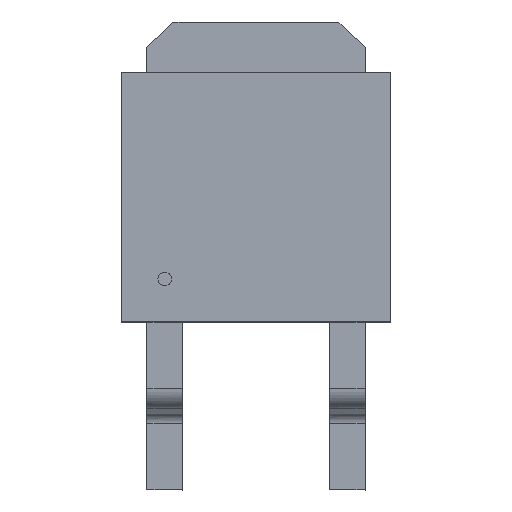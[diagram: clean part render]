
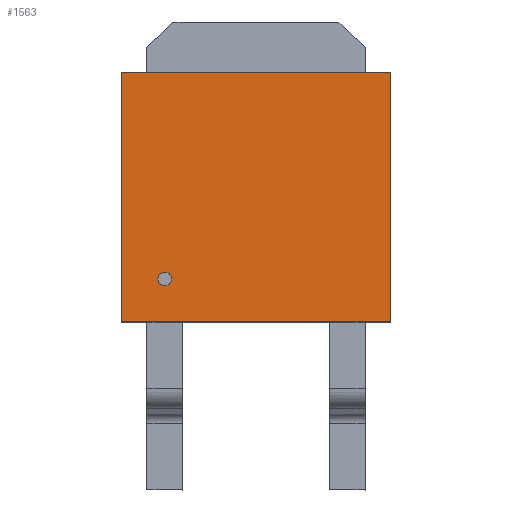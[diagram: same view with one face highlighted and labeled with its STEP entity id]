
A CAD part, top view. The second image highlights one B-rep face of the part: STEP entity #1563.
In plain terms, the highlighted planar face has unit normal (0, 0, 1).
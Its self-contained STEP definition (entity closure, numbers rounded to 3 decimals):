
#10 = EDGE_CURVE ( 'NONE', #1202, #468, #344, .T. ) ;
#21 = VECTOR ( 'NONE', #394, 1000. ) ;
#71 = CARTESIAN_POINT ( 'NONE',  ( -3.366, 3.112, 2.388 ) ) ;
#101 = VECTOR ( 'NONE', #1615, 1000. ) ;
#193 = CARTESIAN_POINT ( 'NONE',  ( 3.366, 3.112, 2.388 ) ) ;
#208 = LINE ( 'NONE', #555, #101 ) ;
#264 = EDGE_CURVE ( 'NONE', #1134, #694, #208, .T. ) ;
#289 = DIRECTION ( 'NONE',  ( 0., 0., 1. ) ) ;
#344 = LINE ( 'NONE', #1715, #21 ) ;
#394 = DIRECTION ( 'NONE',  ( 0., 1., 0. ) ) ;
#396 = ORIENTED_EDGE ( 'NONE', *, *, #1570, .F. ) ;
#416 = ORIENTED_EDGE ( 'NONE', *, *, #10, .F. ) ;
#437 = CARTESIAN_POINT ( 'NONE',  ( 3.366, 3.112, 2.388 ) ) ;
#448 = LINE ( 'NONE', #437, #1623 ) ;
#468 = VERTEX_POINT ( 'NONE', #71 ) ;
#550 = DIRECTION ( 'NONE',  ( 1., 0., 0. ) ) ;
#555 = CARTESIAN_POINT ( 'NONE',  ( 3.366, -3.112, 2.388 ) ) ;
#694 = VERTEX_POINT ( 'NONE', #1271 ) ;
#706 = VECTOR ( 'NONE', #1267, 1000. ) ;
#786 = FACE_OUTER_BOUND ( 'NONE', #982, .T. ) ;
#849 = CARTESIAN_POINT ( 'NONE',  ( -3.366, -3.112, 2.388 ) ) ;
#855 = PLANE ( 'NONE',  #1244 ) ;
#982 = EDGE_LOOP ( 'NONE', ( #396, #416, #1607, #1475 ) ) ;
#1120 = EDGE_CURVE ( 'NONE', #694, #1202, #1124, .T. ) ;
#1124 = LINE ( 'NONE', #1410, #706 ) ;
#1134 = VERTEX_POINT ( 'NONE', #193 ) ;
#1202 = VERTEX_POINT ( 'NONE', #849 ) ;
#1209 = CARTESIAN_POINT ( 'NONE',  ( -3.366, -3.112, 2.388 ) ) ;
#1244 = AXIS2_PLACEMENT_3D ( 'NONE', #1209, #289, #1371 ) ;
#1267 = DIRECTION ( 'NONE',  ( -1., 0., 0. ) ) ;
#1271 = CARTESIAN_POINT ( 'NONE',  ( 3.366, -3.112, 2.388 ) ) ;
#1371 = DIRECTION ( 'NONE',  ( 1., 0., 0. ) ) ;
#1410 = CARTESIAN_POINT ( 'NONE',  ( -3.366, -3.112, 2.388 ) ) ;
#1475 = ORIENTED_EDGE ( 'NONE', *, *, #264, .F. ) ;
#1563 = ADVANCED_FACE ( 'NONE', ( #786 ), #855, .T. ) ;
#1570 = EDGE_CURVE ( 'NONE', #468, #1134, #448, .T. ) ;
#1607 = ORIENTED_EDGE ( 'NONE', *, *, #1120, .F. ) ;
#1615 = DIRECTION ( 'NONE',  ( 0., -1., 0. ) ) ;
#1623 = VECTOR ( 'NONE', #550, 1000. ) ;
#1715 = CARTESIAN_POINT ( 'NONE',  ( -3.366, 3.112, 2.388 ) ) ;
